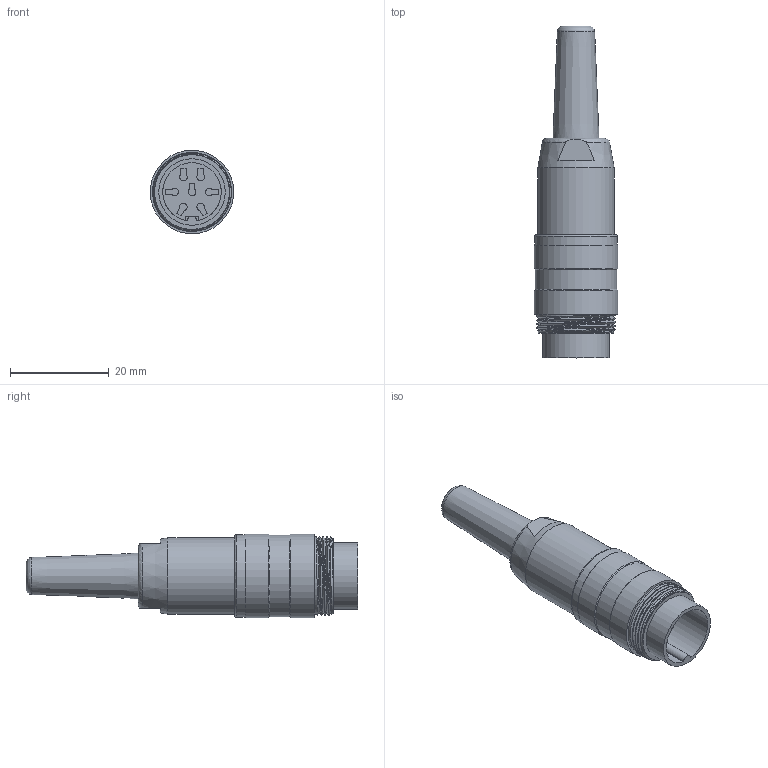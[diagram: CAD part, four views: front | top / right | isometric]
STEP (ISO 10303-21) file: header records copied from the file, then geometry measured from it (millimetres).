
FILE_DESCRIPTION(/* description */ (''),/* implementation_level */ '2;1');
FILE_NAME(/* name */ 't 3475 551 unxc001-01.stp',/* time_stamp */ '2019-07-08T17:28:39+02:00',/* author */ (''),/* organization */ (''),/* preprocessor_version */ 'ST-DEVELOPER v16.7',/* originating_system */ 'SIEMENS PLM Software NX 12.0',/* authorisation */ '');
FILE_SCHEMA (('AUTOMOTIVE_DESIGN { 1 0 10303 214 3 1 1 1 }'));
Length unit declared in the file: millimetre
Products named in the file (1): t 3475 551 unxc001-01
Bounding box: 16.99 x 67.4 x 16.99 mm (x, y, z)
Volume: 8865.3 mm3; surface area: 3701.5 mm2
Topology: 1 solids, 1 shells, 94 faces, 236 edges, 159 vertices
Faces by surface type: plane 54, cylinder 21, cone 14, bspline 5
Full cylindrical faces by diameter (mm): 3 x1, 9.6 x1, 13.5 x1, 15.5 x1, 16.6 x1, 16.8 x1, 17 x2
Entity records: 3820 total; most frequent: CARTESIAN_POINT 1195, DIRECTION 445, ORIENTED_EDGE 428, EDGE_CURVE 214, AXIS2_PLACEMENT_3D 171, VERTEX_POINT 154, EDGE_LOOP 126, LINE 103
